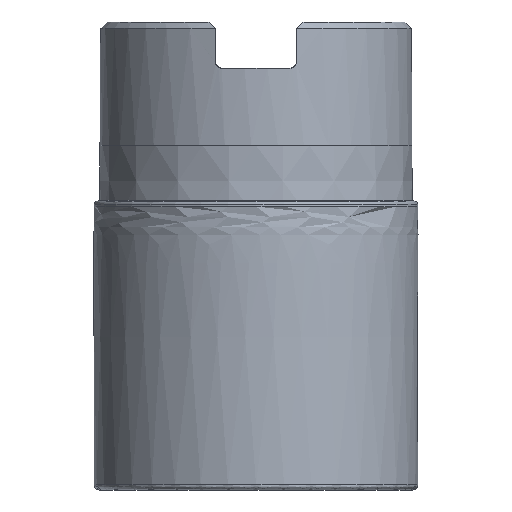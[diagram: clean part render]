
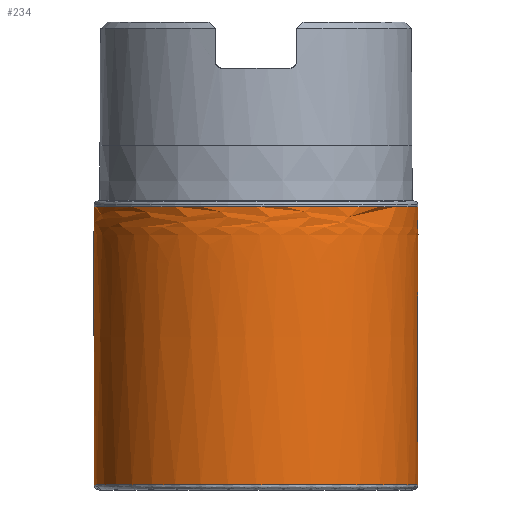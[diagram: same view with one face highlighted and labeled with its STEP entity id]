
A CAD part, front view. The second image highlights one B-rep face of the part: STEP entity #234.
In plain terms, the highlighted face is a revolution surface.
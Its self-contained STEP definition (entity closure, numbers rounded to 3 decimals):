
#234=ADVANCED_FACE('',(#462,#463),#317,.T.);
#317=SURFACE_OF_REVOLUTION('',#383,#350);
#350=AXIS1_PLACEMENT('',#2115,#1600);
#383=B_SPLINE_CURVE_WITH_KNOTS('',3,(#2105,#2106,#2107,#2108,#2109,#2110,
#2111,#2112,#2113,#2114),.UNSPECIFIED.,.F.,.F.,(4,2,2,2,4),(0.,0.02,
0.273,0.526,1.),.UNSPECIFIED.);
#462=FACE_BOUND('',#588,.T.);
#463=FACE_BOUND('',#589,.T.);
#588=EDGE_LOOP('',(#734));
#589=EDGE_LOOP('',(#735));
#734=ORIENTED_EDGE('',*,*,#1053,.F.);
#735=ORIENTED_EDGE('',*,*,#1052,.T.);
#954=VERTEX_POINT('',#2091);
#955=VERTEX_POINT('',#2104);
#1052=EDGE_CURVE('',#954,#954,#1167,.T.);
#1053=EDGE_CURVE('',#955,#955,#1168,.T.);
#1167=CIRCLE('',#1421,24.898);
#1168=CIRCLE('',#1422,24.9);
#1421=AXIS2_PLACEMENT_3D('',#2090,#1595,#1596);
#1422=AXIS2_PLACEMENT_3D('',#2103,#1598,#1599);
#1595=DIRECTION('',(0.,0.,-1.));
#1596=DIRECTION('',(-1.,0.,0.));
#1598=DIRECTION('',(0.,0.,-1.));
#1599=DIRECTION('',(-1.,0.,0.));
#1600=DIRECTION('',(0.,0.,-1.));
#2090=CARTESIAN_POINT('',(0.,0.,-28.396));
#2091=CARTESIAN_POINT('',(-24.898,0.,-28.396));
#2103=CARTESIAN_POINT('',(0.,0.,-71.2));
#2104=CARTESIAN_POINT('',(-24.9,0.,-71.2));
#2105=CARTESIAN_POINT('',(0.,-24.898,-28.396));
#2106=CARTESIAN_POINT('',(0.,-24.899,-28.439));
#2107=CARTESIAN_POINT('',(0.,-24.9,-28.482));
#2108=CARTESIAN_POINT('',(0.,-24.911,-29.066));
#2109=CARTESIAN_POINT('',(0.,-24.916,-29.607));
#2110=CARTESIAN_POINT('',(0.,-24.929,-30.688));
#2111=CARTESIAN_POINT('',(0.,-24.935,-31.228));
#2112=CARTESIAN_POINT('',(0.,-24.948,-32.78));
#2113=CARTESIAN_POINT('',(0.,-24.956,-33.792));
#2114=CARTESIAN_POINT('',(0.,-24.9,-71.2));
#2115=CARTESIAN_POINT('',(0.,0.,0.));
